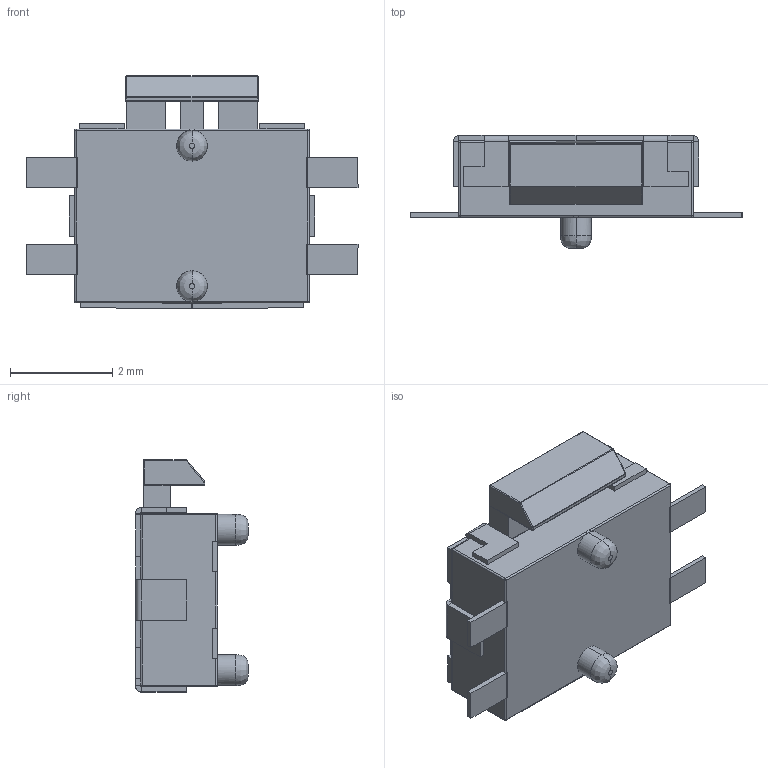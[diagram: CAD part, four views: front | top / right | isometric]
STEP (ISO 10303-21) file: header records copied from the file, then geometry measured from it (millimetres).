
FILE_DESCRIPTION (( 'STEP AP214' ), '1' );
FILE_NAME ('實倛偌瑩.', '2023-04-08T07:42:31', ( '' ), ( '' ), 'SwSTEP 2.0', 'SolidWorks 2023', '' );
FILE_SCHEMA (( 'AUTOMOTIVE_DESIGN' ));
Length unit declared in the file: millimetre
Products named in the file (1): 龟形按键
Bounding box: 6.5 x 2.21 x 4.55 mm (x, y, z)
Volume: 25.8 mm3; surface area: 126.3 mm2
Topology: 6 solids, 6 shells, 250 faces, 595 edges, 332 vertices
Faces by surface type: plane 167, cylinder 59, sphere 18, bspline 6
Entity records: 9454 total; most frequent: CARTESIAN_POINT 1657, ORIENTED_EDGE 1156, DIRECTION 1146, EDGE_CURVE 578, LINE 452, VECTOR 452, AXIS2_PLACEMENT_3D 347, VERTEX_POINT 332
